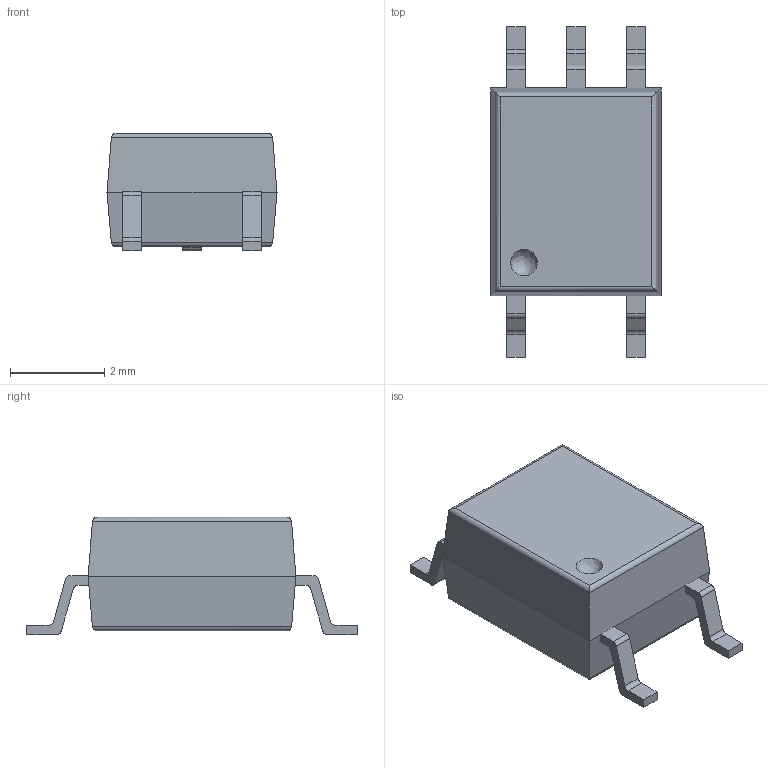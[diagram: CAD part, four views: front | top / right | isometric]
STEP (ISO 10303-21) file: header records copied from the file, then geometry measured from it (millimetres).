
FILE_DESCRIPTION (( 'STEP AP214' ), '1' );
FILE_NAME ('User Library-SO-5.STEP', '2013-07-02T07:01:57', ( 'Windows User' ), ( '' ), 'SwSTEP 2.0', 'SolidWorks 2013', '' );
FILE_SCHEMA (( 'AUTOMOTIVE_DESIGN' ));
Length unit declared in the file: millimetre
Products named in the file (3): User Library-SO-5_SO_5; User Library-SO-5_Fusion; User Library-SO-5
Assembly tree (2 placements, depth 2):
  User Library-SO-5
    User Library-SO-5_Fusion
    User Library-SO-5_SO_5
Bounding box: 3.6 x 7 x 2.48 mm (x, y, z)
Volume: 37 mm3; surface area: 79.1 mm2
Topology: 6 solids, 6 shells, 89 faces, 218 edges, 142 vertices
Faces by surface type: plane 60, cylinder 28, bspline 1
Entity records: 3742 total; most frequent: CARTESIAN_POINT 511, ORIENTED_EDGE 436, DIRECTION 434, EDGE_CURVE 218, LINE 168, VECTOR 168, VERTEX_POINT 142, AXIS2_PLACEMENT_3D 133
